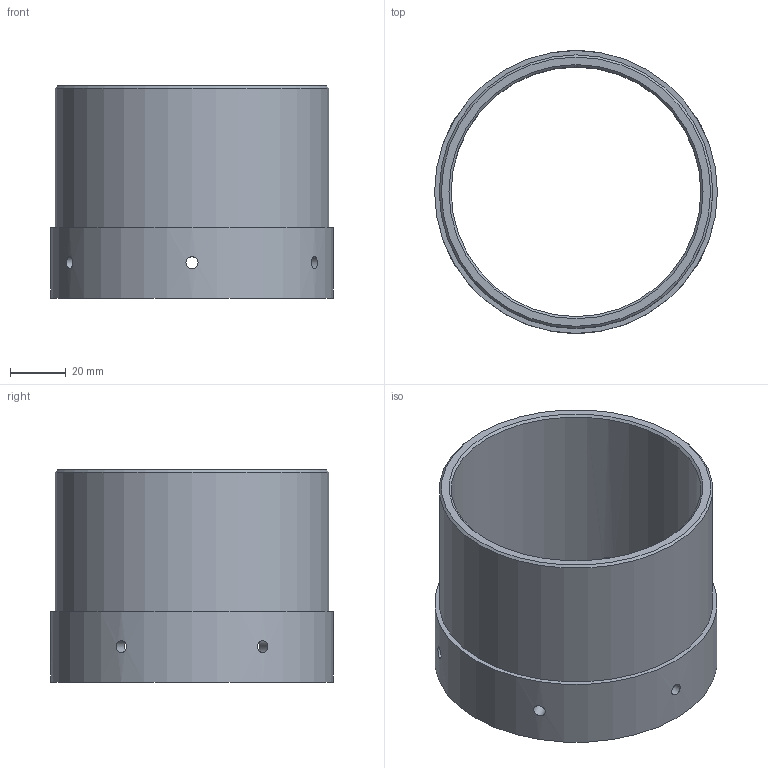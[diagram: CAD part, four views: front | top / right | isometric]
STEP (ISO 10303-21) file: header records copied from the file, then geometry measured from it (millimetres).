
FILE_DESCRIPTION(/* description */ (''),/* implementation_level */ '2;1');
FILE_NAME(/* name */ '5f2f15660dbefb1298383880',/* time_stamp */ '2020-08-08T21:13:10+00:00',/* author */ (''),/* organization */ (''),/* preprocessor_version */ 'ST-DEVELOPER v16.7',/* originating_system */ $,/* authorisation */ $);
FILE_SCHEMA (('AUTOMOTIVE_DESIGN {1 0 10303 214 3 1 1}'));
Length unit declared in the file: metre
Products named in the file (1): bulkhead_female
Bounding box: 101.6 x 101.6 x 76.2 mm (x, y, z)
Volume: 108655.2 mm3; surface area: 48615.2 mm2
Topology: 1 solids, 1 shells, 15 faces, 33 edges, 21 vertices
Faces by surface type: cylinder 9, plane 3, cone 3
Full cylindrical faces by diameter (mm): 4.318 x6, 89.694 x1, 98.266 x1, 101.6 x1
Entity records: 506 total; most frequent: CARTESIAN_POINT 178, DIRECTION 50, ORIENTED_EDGE 42, EDGE_LOOP 42, FACE_BOUND 42, AXIS2_PLACEMENT_3D 25, EDGE_CURVE 21, VERTEX_POINT 21
